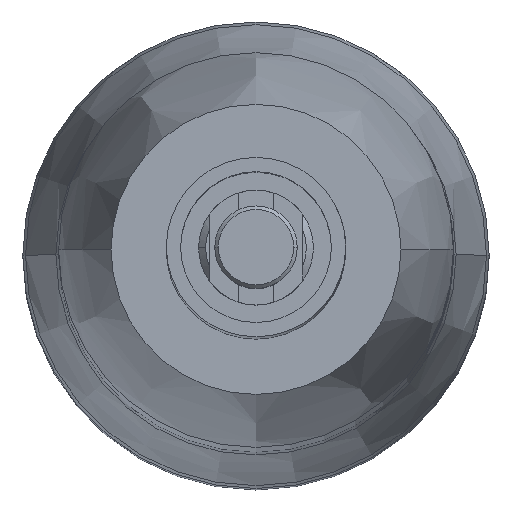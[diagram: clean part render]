
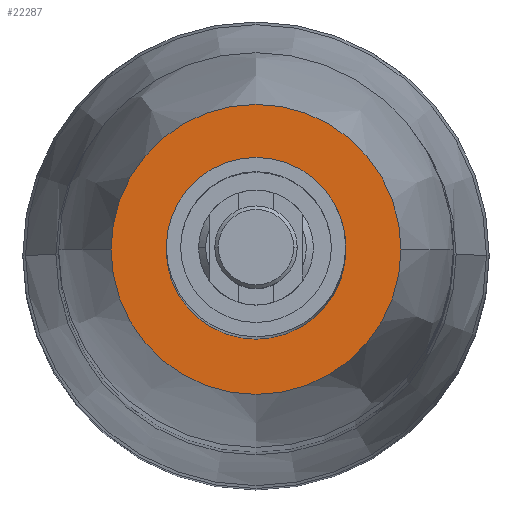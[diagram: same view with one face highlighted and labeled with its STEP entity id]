
A CAD part, top view. The second image highlights one B-rep face of the part: STEP entity #22287.
In plain terms, the highlighted planar face has unit normal (0, 0, 1).
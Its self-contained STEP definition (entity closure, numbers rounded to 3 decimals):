
#179 = DIRECTION ( 'NONE',  ( 0., 0., 1. ) ) ;
#508 = DIRECTION ( 'NONE',  ( -1., 0., 0. ) ) ;
#694 = CIRCLE ( 'NONE', #36166, 2.4 ) ;
#1646 = CARTESIAN_POINT ( 'NONE',  ( -4.041, 0., 0. ) ) ;
#2087 = CARTESIAN_POINT ( 'NONE',  ( 0., 0., 0. ) ) ;
#2804 = VERTEX_POINT ( 'NONE', #19791 ) ;
#3236 = CIRCLE ( 'NONE', #18310, 4.041 ) ;
#4931 = DIRECTION ( 'NONE',  ( -1., 0., 0. ) ) ;
#7132 = ORIENTED_EDGE ( 'NONE', *, *, #26790, .F. ) ;
#8231 = VERTEX_POINT ( 'NONE', #35347 ) ;
#10926 = ORIENTED_EDGE ( 'NONE', *, *, #33633, .F. ) ;
#12202 = FACE_BOUND ( 'NONE', #17523, .T. ) ;
#12399 = CIRCLE ( 'NONE', #31866, 4.041 ) ;
#12843 = DIRECTION ( 'NONE',  ( 0., 0., -1. ) ) ;
#13503 = EDGE_LOOP ( 'NONE', ( #33099, #7132 ) ) ;
#13586 = CARTESIAN_POINT ( 'NONE',  ( 0., 0., 0. ) ) ;
#15410 = VERTEX_POINT ( 'NONE', #1646 ) ;
#16468 = DIRECTION ( 'NONE',  ( 1., 0., 0. ) ) ;
#17243 = CARTESIAN_POINT ( 'NONE',  ( 0., 0., 0. ) ) ;
#17523 = EDGE_LOOP ( 'NONE', ( #10926, #30343 ) ) ;
#17580 = DIRECTION ( 'NONE',  ( 0., 0., -1. ) ) ;
#18310 = AXIS2_PLACEMENT_3D ( 'NONE', #34709, #17580, #508 ) ;
#18493 = PLANE ( 'NONE',  #34814 ) ;
#19791 = CARTESIAN_POINT ( 'NONE',  ( 2.4, 0., 0. ) ) ;
#20157 = DIRECTION ( 'NONE',  ( 1., 0., 0. ) ) ;
#21440 = CIRCLE ( 'NONE', #34802, 2.4 ) ;
#21484 = EDGE_CURVE ( 'NONE', #8231, #2804, #694, .T. ) ;
#22040 = DIRECTION ( 'NONE',  ( 0., 0., -1. ) ) ;
#22287 = ADVANCED_FACE ( 'NONE', ( #34173, #12202 ), #18493, .F. ) ;
#24019 = EDGE_CURVE ( 'NONE', #15410, #34251, #3236, .T. ) ;
#25755 = CARTESIAN_POINT ( 'NONE',  ( 4.041, 0., 0. ) ) ;
#26790 = EDGE_CURVE ( 'NONE', #34251, #15410, #12399, .T. ) ;
#30032 = CARTESIAN_POINT ( 'NONE',  ( 0., 4.041, 0. ) ) ;
#30343 = ORIENTED_EDGE ( 'NONE', *, *, #21484, .F. ) ;
#31866 = AXIS2_PLACEMENT_3D ( 'NONE', #2087, #22040, #4931 ) ;
#32944 = DIRECTION ( 'NONE',  ( -1., 0., 0. ) ) ;
#33099 = ORIENTED_EDGE ( 'NONE', *, *, #24019, .F. ) ;
#33633 = EDGE_CURVE ( 'NONE', #2804, #8231, #21440, .T. ) ;
#33670 = DIRECTION ( 'NONE',  ( 0., 0., 1. ) ) ;
#34173 = FACE_OUTER_BOUND ( 'NONE', #13503, .T. ) ;
#34251 = VERTEX_POINT ( 'NONE', #25755 ) ;
#34709 = CARTESIAN_POINT ( 'NONE',  ( 0., 0., 0. ) ) ;
#34802 = AXIS2_PLACEMENT_3D ( 'NONE', #13586, #33670, #16468 ) ;
#34814 = AXIS2_PLACEMENT_3D ( 'NONE', #30032, #12843, #32944 ) ;
#35347 = CARTESIAN_POINT ( 'NONE',  ( -2.4, 0., 0. ) ) ;
#36166 = AXIS2_PLACEMENT_3D ( 'NONE', #17243, #179, #20157 ) ;
